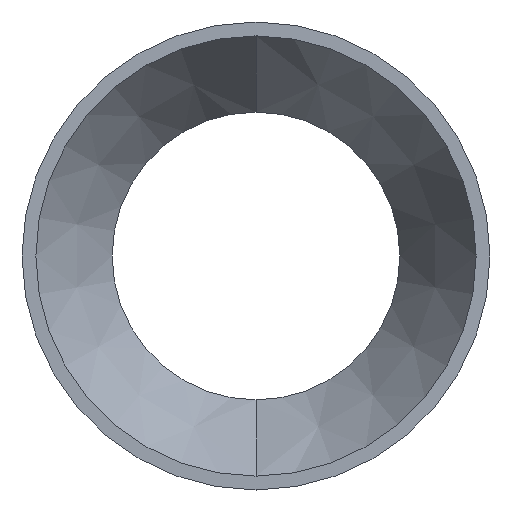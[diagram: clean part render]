
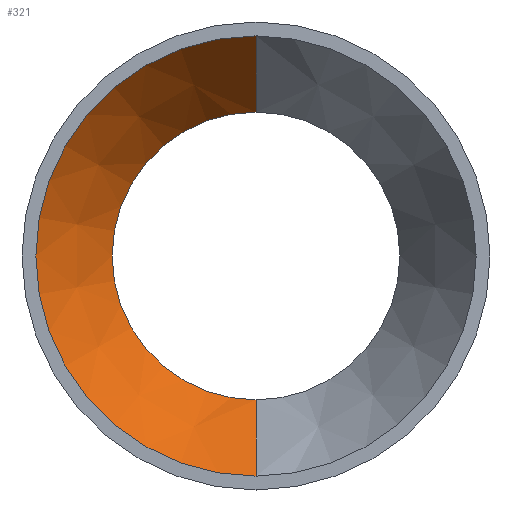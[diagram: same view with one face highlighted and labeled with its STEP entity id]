
A CAD part, front view. The second image highlights one B-rep face of the part: STEP entity #321.
In plain terms, the highlighted conical face has half-angle 30.964 degrees and reference radius 6.35 mm.
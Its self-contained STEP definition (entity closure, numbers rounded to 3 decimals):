
#30 = VECTOR ( 'NONE', #276, 1000. ) ;
#50 = VERTEX_POINT ( 'NONE', #145 ) ;
#83 = LINE ( 'NONE', #557, #251 ) ;
#88 = DIRECTION ( 'NONE',  ( 0., -1., 0. ) ) ;
#121 = AXIS2_PLACEMENT_3D ( 'NONE', #560, #88, #331 ) ;
#129 = LINE ( 'NONE', #278, #30 ) ;
#145 = CARTESIAN_POINT ( 'NONE',  ( 0., -1.333, 4.15 ) ) ;
#150 = FACE_OUTER_BOUND ( 'NONE', #406, .T. ) ;
#151 = ORIENTED_EDGE ( 'NONE', *, *, #264, .T. ) ;
#157 = ORIENTED_EDGE ( 'NONE', *, *, #285, .F. ) ;
#163 = CARTESIAN_POINT ( 'NONE',  ( 0., -1.333, -4.15 ) ) ;
#251 = VECTOR ( 'NONE', #424, 1000. ) ;
#264 = EDGE_CURVE ( 'NONE', #50, #495, #129, .T. ) ;
#276 = DIRECTION ( 'NONE',  ( 0., -0.857, 0.514 ) ) ;
#277 = ORIENTED_EDGE ( 'NONE', *, *, #296, .F. ) ;
#278 = CARTESIAN_POINT ( 'NONE',  ( 0., -5., 6.35 ) ) ;
#285 = EDGE_CURVE ( 'NONE', #448, #558, #83, .T. ) ;
#296 = EDGE_CURVE ( 'NONE', #558, #495, #320, .T. ) ;
#306 = CARTESIAN_POINT ( 'NONE',  ( 0., -5., -6.35 ) ) ;
#320 = CIRCLE ( 'NONE', #566, 6.35 ) ;
#321 = ADVANCED_FACE ( 'NONE', ( #150 ), #620, .F. ) ;
#331 = DIRECTION ( 'NONE',  ( 0., 0., -1. ) ) ;
#334 = DIRECTION ( 'NONE',  ( 0., 1., 0. ) ) ;
#343 = DIRECTION ( 'NONE',  ( 0., 0., 1. ) ) ;
#406 = EDGE_LOOP ( 'NONE', ( #473, #151, #277, #157 ) ) ;
#416 = CARTESIAN_POINT ( 'NONE',  ( 0., -5., 0. ) ) ;
#418 = AXIS2_PLACEMENT_3D ( 'NONE', #575, #521, #343 ) ;
#424 = DIRECTION ( 'NONE',  ( 0., -0.857, -0.514 ) ) ;
#446 = CIRCLE ( 'NONE', #418, 4.15 ) ;
#448 = VERTEX_POINT ( 'NONE', #163 ) ;
#473 = ORIENTED_EDGE ( 'NONE', *, *, #606, .T. ) ;
#495 = VERTEX_POINT ( 'NONE', #502 ) ;
#502 = CARTESIAN_POINT ( 'NONE',  ( 0., -5., 6.35 ) ) ;
#521 = DIRECTION ( 'NONE',  ( 0., 1., 0. ) ) ;
#557 = CARTESIAN_POINT ( 'NONE',  ( 0., -5., -6.35 ) ) ;
#558 = VERTEX_POINT ( 'NONE', #306 ) ;
#560 = CARTESIAN_POINT ( 'NONE',  ( 0., -5., 0. ) ) ;
#566 = AXIS2_PLACEMENT_3D ( 'NONE', #416, #334, #613 ) ;
#575 = CARTESIAN_POINT ( 'NONE',  ( 0., -1.333, 0. ) ) ;
#606 = EDGE_CURVE ( 'NONE', #448, #50, #446, .T. ) ;
#613 = DIRECTION ( 'NONE',  ( 0., 0., 1. ) ) ;
#620 = CONICAL_SURFACE ( 'NONE', #121, 6.35, 0.54 ) ;
